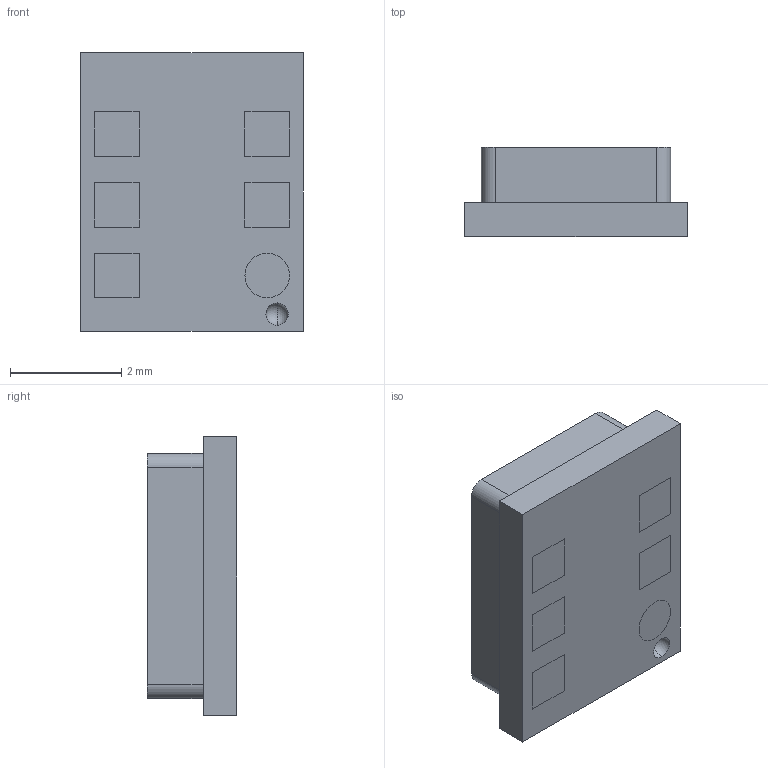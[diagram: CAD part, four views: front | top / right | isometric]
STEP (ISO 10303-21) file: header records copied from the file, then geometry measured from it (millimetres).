
FILE_DESCRIPTION (( 'STEP AP214' ), '1' );
FILE_NAME ('AHT10.STEP', '2021-08-02T10:23:47', ( '' ), ( '' ), 'SwSTEP 2.0', 'SolidWorks 2018', '' );
FILE_SCHEMA (( 'AUTOMOTIVE_DESIGN' ));
Length unit declared in the file: millimetre
Products named in the file (1): AHT10
Bounding box: 4 x 1.6 x 5 mm (x, y, z)
Volume: 26.9 mm3; surface area: 119 mm2
Topology: 8 solids, 8 shells, 291 faces, 742 edges, 495 vertices
Faces by surface type: plane 251, bspline 30, cylinder 8, sphere 2
Entity records: 10581 total; most frequent: CARTESIAN_POINT 3136, ORIENTED_EDGE 1476, DIRECTION 987, EDGE_CURVE 738, VERTEX_POINT 493, LINE 419, VECTOR 419, EDGE_LOOP 321
